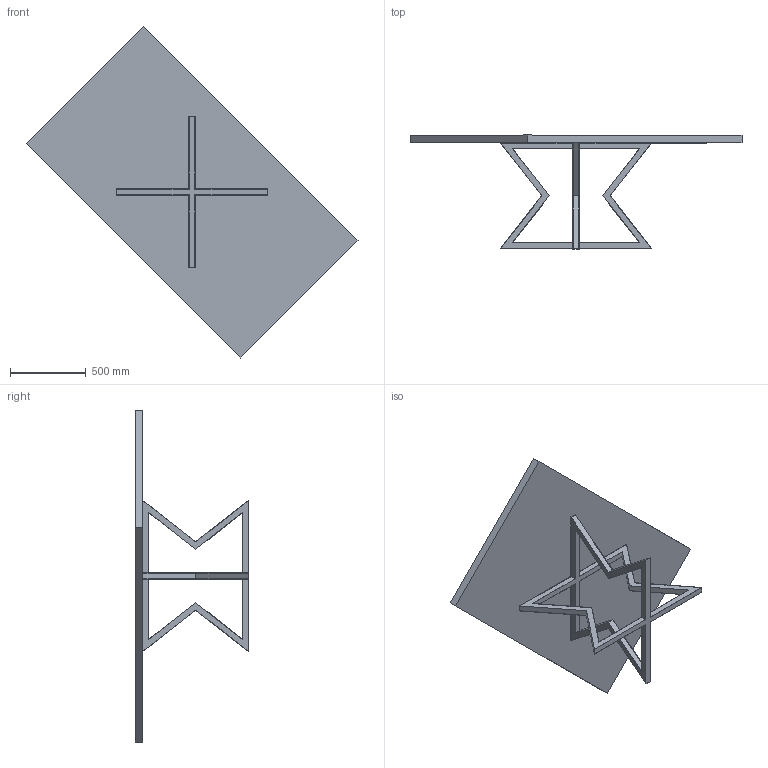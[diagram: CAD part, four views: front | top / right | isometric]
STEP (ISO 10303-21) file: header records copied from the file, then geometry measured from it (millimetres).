
FILE_DESCRIPTION((''),'2;1');
FILE_NAME('TISCH_ASM','2022-02-03T11:33:41',('jaeger'),(''),'CREO PARAMETRIC BY PTC INC, 2020154','CREO PARAMETRIC BY PTC INC, 2020154','');
FILE_SCHEMA(('AUTOMOTIVE_DESIGN { 1 0 10303 214 1 1 1 1 }'));
Length unit declared in the file: millimetre
Products named in the file (3): GESTELL; TISCHPLATTE; TISCH_ASM
Assembly tree (2 placements, depth 2):
  TISCH_ASM
    GESTELL
    TISCHPLATTE
Bounding box: 2192.03 x 750 x 2192.03 mm (x, y, z)
Volume: 111077200.9 mm3; surface area: 6864385.8 mm2
Topology: 2 solids, 3 shells, 62 faces, 204 edges, 136 vertices
Faces by surface type: plane 62
Entity records: 3140 total; most frequent: CARTESIAN_POINT 466, DIRECTION 418, ORIENTED_EDGE 408, VECTOR 213, LINE 213, EDGE_CURVE 204, VERTEX_POINT 136, AXIS2_PLACEMENT_3D 98
